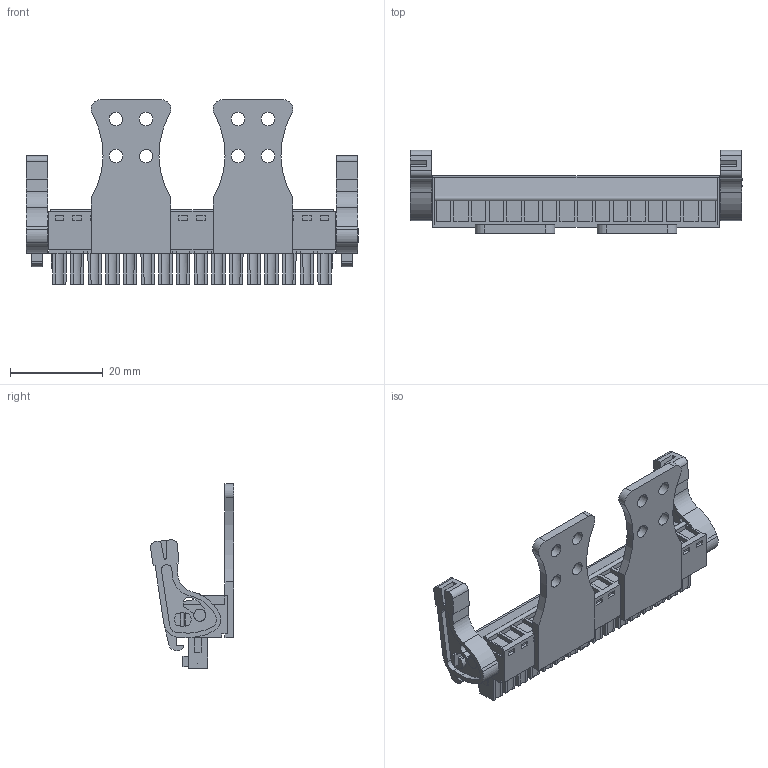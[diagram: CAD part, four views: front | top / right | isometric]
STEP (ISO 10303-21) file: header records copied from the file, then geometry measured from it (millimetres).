
FILE_DESCRIPTION(('CATIA V5R24 STEP','CAx-IF Rec.Pracs.--- Model Styling and Organization---1.2---2011-12-15'),'2;1');
FILE_NAME ('D1462182_0_2442160000_2442160000.stp','2017-10-04T13:55:50+00:00',('none'),('Weidmueller'),'CATIA Version 5-6 Release 2014 SP4 HF52','CATIA V5 STEP AP214','none');
FILE_SCHEMA(('AUTOMOTIVE_DESIGN { 1 0 10303 214 1 1 1 1 }'));
Length unit declared in the file: millimetre
Products named in the file (1): 2442160000
Bounding box: 71.55 x 17.9 x 39.75 mm (x, y, z)
Volume: 9076.7 mm3; surface area: 9852.5 mm2
Topology: 21 solids, 21 shells, 1006 faces, 2610 edges, 1726 vertices
Faces by surface type: plane 767, cylinder 239
Entity records: 29094 total; most frequent: ORIENTED_EDGE 5204, CARTESIAN_POINT 5177, DIRECTION 3800, EDGE_CURVE 2602, VECTOR 2006, LINE 2006, VERTEX_POINT 1724, AXIS2_PLACEMENT_3D 1170
